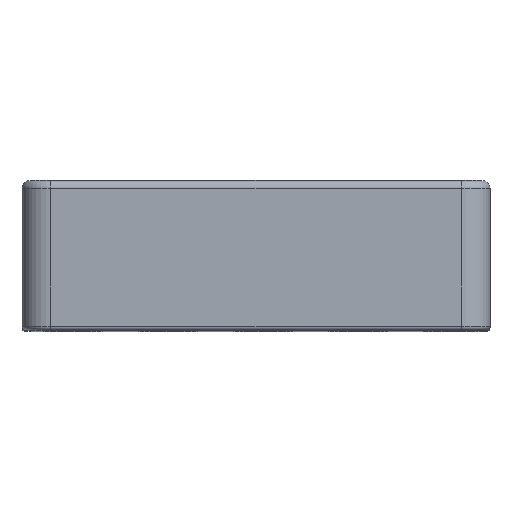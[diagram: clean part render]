
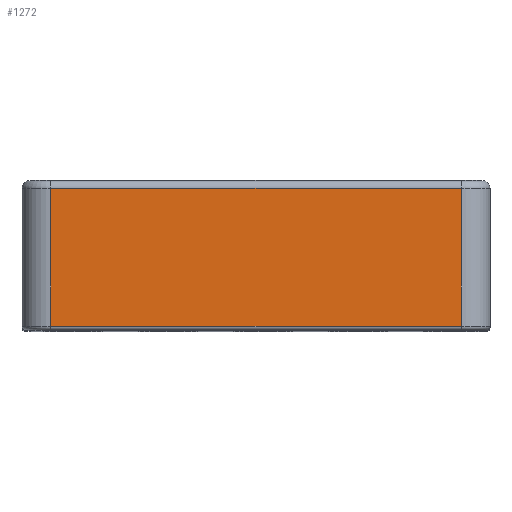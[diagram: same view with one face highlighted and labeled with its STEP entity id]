
A CAD part, top view. The second image highlights one B-rep face of the part: STEP entity #1272.
In plain terms, the highlighted planar face has unit normal (0, 0, 1).
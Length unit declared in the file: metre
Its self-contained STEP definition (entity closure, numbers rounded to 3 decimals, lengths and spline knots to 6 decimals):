
#207=ORIENTED_EDGE('',*,*,#496,.T.);
#208=ORIENTED_EDGE('',*,*,#498,.T.);
#209=ORIENTED_EDGE('',*,*,#499,.F.);
#210=ORIENTED_EDGE('',*,*,#500,.T.);
#496=EDGE_CURVE('',#642,#641,#763,.T.);
#498=EDGE_CURVE('',#641,#643,#764,.F.);
#499=EDGE_CURVE('',#644,#643,#765,.T.);
#500=EDGE_CURVE('',#644,#642,#766,.T.);
#641=VERTEX_POINT('',#2151);
#642=VERTEX_POINT('',#2153);
#643=VERTEX_POINT('',#2157);
#644=VERTEX_POINT('',#2159);
#763=LINE('',#2152,#787);
#764=LINE('',#2156,#788);
#765=LINE('',#2158,#789);
#766=LINE('',#2160,#790);
#787=VECTOR('',#1649,1.);
#788=VECTOR('',#1654,1.);
#789=VECTOR('',#1655,1.);
#790=VECTOR('',#1656,1.);
#809=EDGE_LOOP('',(#207,#208,#209,#210));
#1015=FACE_BOUND('',#809,.T.);
#1220=PLANE('',#1403);
#1272=ADVANCED_FACE('',(#1015),#1220,.T.);
#1403=AXIS2_PLACEMENT_3D('',#2155,#1652,#1653);
#1649=DIRECTION('',(0.,1.,0.));
#1652=DIRECTION('',(0.,0.,1.));
#1653=DIRECTION('',(1.,0.,0.));
#1654=DIRECTION('',(1.,0.,0.));
#1655=DIRECTION('',(0.,1.,0.));
#1656=DIRECTION('',(1.,0.,0.));
#2151=CARTESIAN_POINT('',(0.021934,-0.000858,0.04));
#2152=CARTESIAN_POINT('',(0.021934,-0.016,0.04));
#2153=CARTESIAN_POINT('',(0.021934,-0.015571,0.04));
#2155=CARTESIAN_POINT('',(0.,-0.016,0.04));
#2156=CARTESIAN_POINT('',(-0.021934,-0.000858,0.04));
#2157=CARTESIAN_POINT('',(-0.021934,-0.000858,0.04));
#2158=CARTESIAN_POINT('',(-0.021934,-0.016,0.04));
#2159=CARTESIAN_POINT('',(-0.021934,-0.015571,0.04));
#2160=CARTESIAN_POINT('',(0.,-0.015571,0.04));
